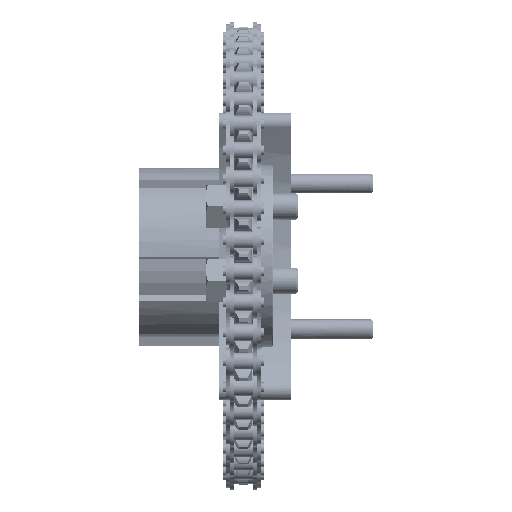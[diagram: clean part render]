
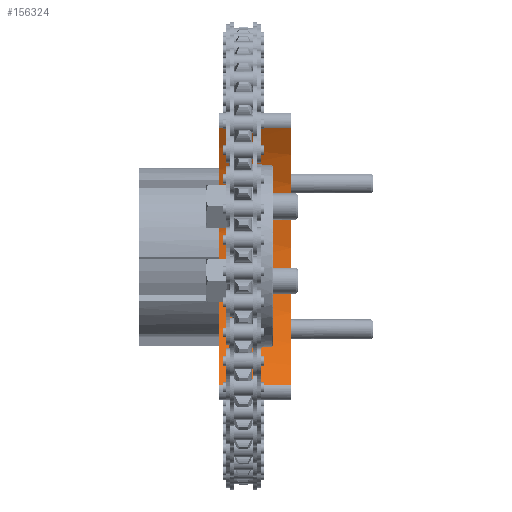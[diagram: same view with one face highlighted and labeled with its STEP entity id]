
A CAD part, top view. The second image highlights one B-rep face of the part: STEP entity #156324.
In plain terms, the highlighted free-form (B-spline) face has degree [2, 1] with [3, 2] control points.
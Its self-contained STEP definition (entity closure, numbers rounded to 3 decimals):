
#156324 = ADVANCED_FACE('',(#156325),#156357,.T.);
#156325 = FACE_BOUND('',#156326,.T.);
#156326 = EDGE_LOOP('',(#156327,#156336,#156344,#156351));
#156327 = ORIENTED_EDGE('',*,*,#156328,.F.);
#156328 = EDGE_CURVE('',#156329,#156331,#156333,.T.);
#156329 = VERTEX_POINT('',#156330);
#156330 = CARTESIAN_POINT('',(29.13,-56.288,
    91.444));
#156331 = VERTEX_POINT('',#156332);
#156332 = CARTESIAN_POINT('',(-2.589,-56.288,
    91.444));
#156333 = B_SPLINE_CURVE_WITH_KNOTS('',1,(#156334,#156335),
  .UNSPECIFIED.,.F.,.F.,(2,2),(0.,22.),.PIECEWISE_BEZIER_KNOTS.);
#156334 = CARTESIAN_POINT('',(29.13,-56.288,
    91.444));
#156335 = CARTESIAN_POINT('',(-2.589,-56.288,
    91.444));
#156336 = ORIENTED_EDGE('',*,*,#156337,.F.);
#156337 = EDGE_CURVE('',#156338,#156329,#156340,.T.);
#156338 = VERTEX_POINT('',#156339);
#156339 = CARTESIAN_POINT('',(29.13,56.288,
    91.444));
#156340 = ( BOUNDED_CURVE() B_SPLINE_CURVE(2,(#156341,#156342,#156343),
.UNSPECIFIED.,.F.,.F.) B_SPLINE_CURVE_WITH_KNOTS((3,3),(0.,
1.146),.PIECEWISE_BEZIER_KNOTS.) CURVE() 
GEOMETRIC_REPRESENTATION_ITEM() RATIONAL_B_SPLINE_CURVE((1.,
0.84,1.)) REPRESENTATION_ITEM('') );
#156341 = CARTESIAN_POINT('',(29.13,56.288,
    91.444));
#156342 = CARTESIAN_POINT('',(29.13,0.,
    55.12));
#156343 = CARTESIAN_POINT('',(29.13,-56.288,
    91.444));
#156344 = ORIENTED_EDGE('',*,*,#156345,.F.);
#156345 = EDGE_CURVE('',#156346,#156338,#156348,.T.);
#156346 = VERTEX_POINT('',#156347);
#156347 = CARTESIAN_POINT('',(-2.589,56.288,
    91.444));
#156348 = B_SPLINE_CURVE_WITH_KNOTS('',1,(#156349,#156350),
  .UNSPECIFIED.,.F.,.F.,(2,2),(0.,22.),.PIECEWISE_BEZIER_KNOTS.);
#156349 = CARTESIAN_POINT('',(-2.589,56.288,
    91.444));
#156350 = CARTESIAN_POINT('',(29.13,56.288,
    91.444));
#156351 = ORIENTED_EDGE('',*,*,#156352,.F.);
#156352 = EDGE_CURVE('',#156331,#156346,#156353,.T.);
#156353 = ( BOUNDED_CURVE() B_SPLINE_CURVE(2,(#156354,#156355,#156356),
.UNSPECIFIED.,.F.,.F.) B_SPLINE_CURVE_WITH_KNOTS((3,3),(0.,
1.146),.PIECEWISE_BEZIER_KNOTS.) CURVE() 
GEOMETRIC_REPRESENTATION_ITEM() RATIONAL_B_SPLINE_CURVE((1.,
0.84,1.)) REPRESENTATION_ITEM('') );
#156354 = CARTESIAN_POINT('',(-2.589,-56.288,
    91.444));
#156355 = CARTESIAN_POINT('',(-2.589,0.,
    55.12));
#156356 = CARTESIAN_POINT('',(-2.589,56.288,
    91.444));
#156357 = ( BOUNDED_SURFACE() B_SPLINE_SURFACE(2,1,(
    (#156358,#156359)
    ,(#156360,#156361)
    ,(#156362,#156363
)),.UNSPECIFIED.,.F.,.F.,.F.) B_SPLINE_SURFACE_WITH_KNOTS((3,3),(2,2),(
    5.137,6.283),(0.,22.),.PIECEWISE_BEZIER_KNOTS.) 
GEOMETRIC_REPRESENTATION_ITEM() RATIONAL_B_SPLINE_SURFACE((
    (1.,1.)
    ,(0.84,0.84)
,(1.,1.))) REPRESENTATION_ITEM('') SURFACE() );
#156358 = CARTESIAN_POINT('',(29.13,-56.288,
    91.444));
#156359 = CARTESIAN_POINT('',(-2.589,-56.288,
    91.444));
#156360 = CARTESIAN_POINT('',(29.13,0.,
    55.12));
#156361 = CARTESIAN_POINT('',(-2.589,0.,
    55.12));
#156362 = CARTESIAN_POINT('',(29.13,56.288,
    91.444));
#156363 = CARTESIAN_POINT('',(-2.589,56.288,
    91.444));
